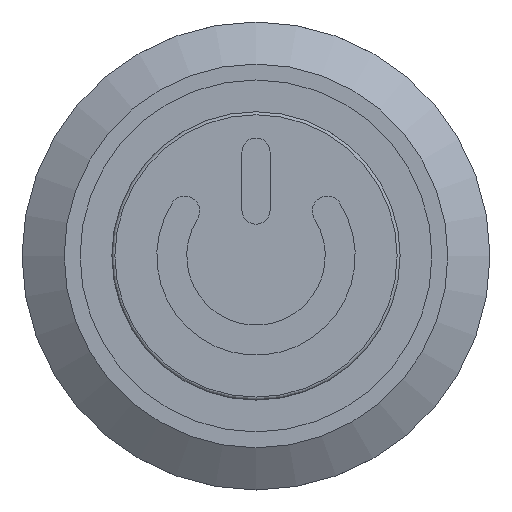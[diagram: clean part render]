
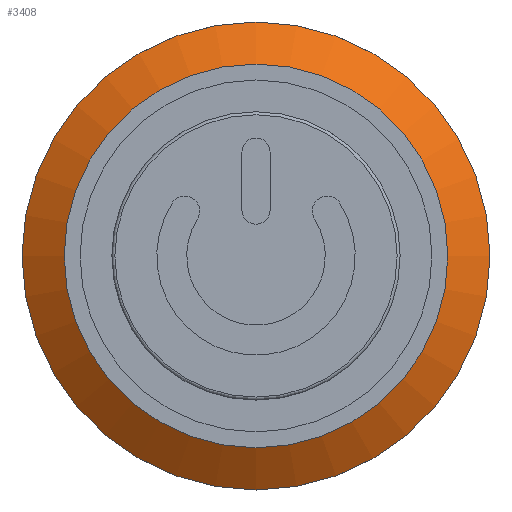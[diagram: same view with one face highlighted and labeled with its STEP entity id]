
A CAD part, top view. The second image highlights one B-rep face of the part: STEP entity #3408.
In plain terms, the highlighted conical face has half-angle 56.31 degrees and reference radius 11.375 mm.
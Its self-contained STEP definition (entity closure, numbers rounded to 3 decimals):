
#49=CONICAL_SURFACE('',#3686,11.375,0.983);
#285=FACE_OUTER_BOUND('',#476,.T.);
#476=EDGE_LOOP('',(#2556,#2557,#2558,#2559,#2560,#2561));
#681=LINE('',#5728,#1065);
#1065=VECTOR('',#4162,11.375);
#1480=CIRCLE('',#3684,12.5);
#1481=CIRCLE('',#3685,12.5);
#1482=CIRCLE('',#3687,10.25);
#1483=CIRCLE('',#3688,10.25);
#1579=VERTEX_POINT('',#5718);
#1580=VERTEX_POINT('',#5719);
#1581=VERTEX_POINT('',#5724);
#1582=VERTEX_POINT('',#5725);
#1942=EDGE_CURVE('',#1579,#1580,#1480,.T.);
#1943=EDGE_CURVE('',#1580,#1579,#1481,.T.);
#1945=EDGE_CURVE('',#1581,#1582,#1482,.T.);
#1946=EDGE_CURVE('',#1582,#1581,#1483,.T.);
#1947=EDGE_CURVE('',#1582,#1580,#681,.T.);
#2556=ORIENTED_EDGE('',*,*,#1945,.F.);
#2557=ORIENTED_EDGE('',*,*,#1946,.F.);
#2558=ORIENTED_EDGE('',*,*,#1947,.T.);
#2559=ORIENTED_EDGE('',*,*,#1943,.T.);
#2560=ORIENTED_EDGE('',*,*,#1942,.T.);
#2561=ORIENTED_EDGE('',*,*,#1947,.F.);
#3408=ADVANCED_FACE('',(#285),#49,.T.);
#3684=AXIS2_PLACEMENT_3D('',#5720,#4151,#4152);
#3685=AXIS2_PLACEMENT_3D('',#5721,#4153,#4154);
#3686=AXIS2_PLACEMENT_3D('',#5723,#4156,#4157);
#3687=AXIS2_PLACEMENT_3D('',#5726,#4158,#4159);
#3688=AXIS2_PLACEMENT_3D('',#5727,#4160,#4161);
#4151=DIRECTION('center_axis',(0.,0.,
1.));
#4152=DIRECTION('ref_axis',(0.,1.,0.));
#4153=DIRECTION('center_axis',(0.,0.,
1.));
#4154=DIRECTION('ref_axis',(0.,1.,0.));
#4156=DIRECTION('center_axis',(0.,0.,
-1.));
#4157=DIRECTION('ref_axis',(0.,1.,0.));
#4158=DIRECTION('center_axis',(0.,0.,
1.));
#4159=DIRECTION('ref_axis',(0.,1.,0.));
#4160=DIRECTION('center_axis',(0.,0.,
1.));
#4161=DIRECTION('ref_axis',(0.,1.,0.));
#4162=DIRECTION('',(0.,-0.832,-0.555));
#5718=CARTESIAN_POINT('',(-1.511,18.652,-0.455));
#5719=CARTESIAN_POINT('',(-1.511,-6.348,-0.455));
#5720=CARTESIAN_POINT('Origin',(-1.511,6.152,-0.455));
#5721=CARTESIAN_POINT('Origin',(-1.511,6.152,-0.455));
#5723=CARTESIAN_POINT('Origin',(-1.511,6.152,0.295));
#5724=CARTESIAN_POINT('',(-1.511,16.402,1.045));
#5725=CARTESIAN_POINT('',(-1.511,-4.098,1.045));
#5726=CARTESIAN_POINT('Origin',(-1.511,6.152,1.045));
#5727=CARTESIAN_POINT('Origin',(-1.511,6.152,1.045));
#5728=CARTESIAN_POINT('',(-1.511,-5.223,0.295));
